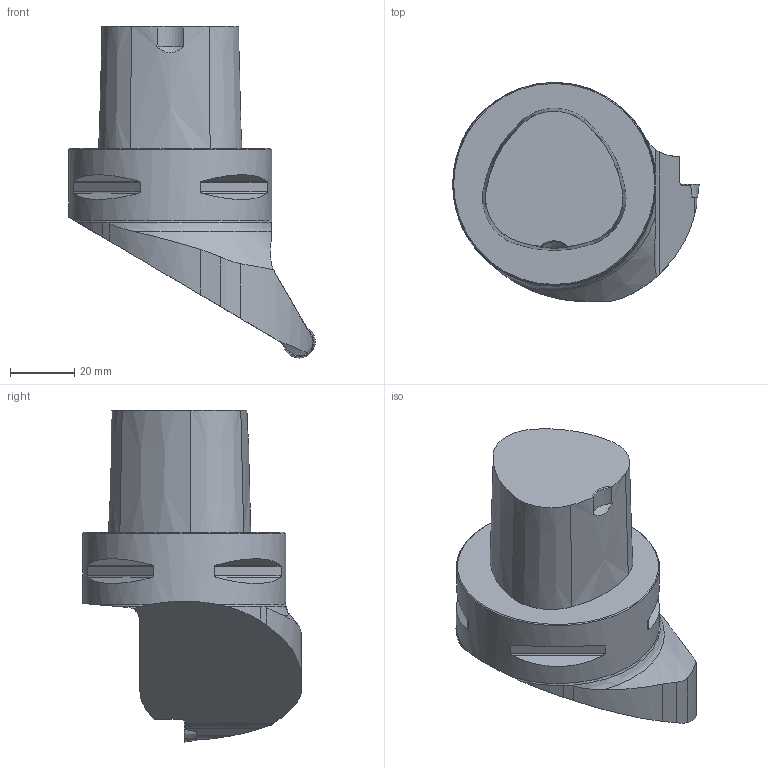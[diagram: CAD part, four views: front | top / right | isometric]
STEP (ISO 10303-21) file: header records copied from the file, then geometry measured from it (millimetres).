
FILE_DESCRIPTION(/* description */ (''),/* implementation_level */ '2;1');
FILE_NAME(/* name */ 'toolassembly_1.stp',/* time_stamp */ '2020-08-31T14:56:52+02:00',/* author */ (''),/* organization */ ('SMS'),/* preprocessor_version */ 'ST-DEVELOPER v16.7',/* originating_system */ 'SIEMENS PLM Software NX 12.0',/* authorisation */ '');
FILE_SCHEMA (('AUTOMOTIVE_DESIGN { 1 0 10303 214 3 1 1 1 }'));
Length unit declared in the file: millimetre
Products named in the file (4): ASSEMBLY_CONSTRUCTION; IsoTurningInsert; NOCUT_20200831145213; TOOLASSEMBLY_1
Assembly tree (3 placements, depth 2):
  TOOLASSEMBLY_1
    NOCUT_20200831145213
    IsoTurningInsert
    ASSEMBLY_CONSTRUCTION
Bounding box: 76.5 x 67.91 x 103 mm (x, y, z)
Volume: 178446.9 mm3; surface area: 21408 mm2
Topology: 2 solids, 2 shells, 73 faces, 192 edges, 133 vertices
Faces by surface type: plane 27, cylinder 25, cone 14, torus 7
Full cylindrical faces by diameter (mm): 4.4 x1, 63 x1
Entity records: 2763 total; most frequent: CARTESIAN_POINT 890, ORIENTED_EDGE 360, DIRECTION 355, EDGE_CURVE 180, AXIS2_PLACEMENT_3D 148, VERTEX_POINT 123, EDGE_LOOP 87, ADVANCED_FACE 73
